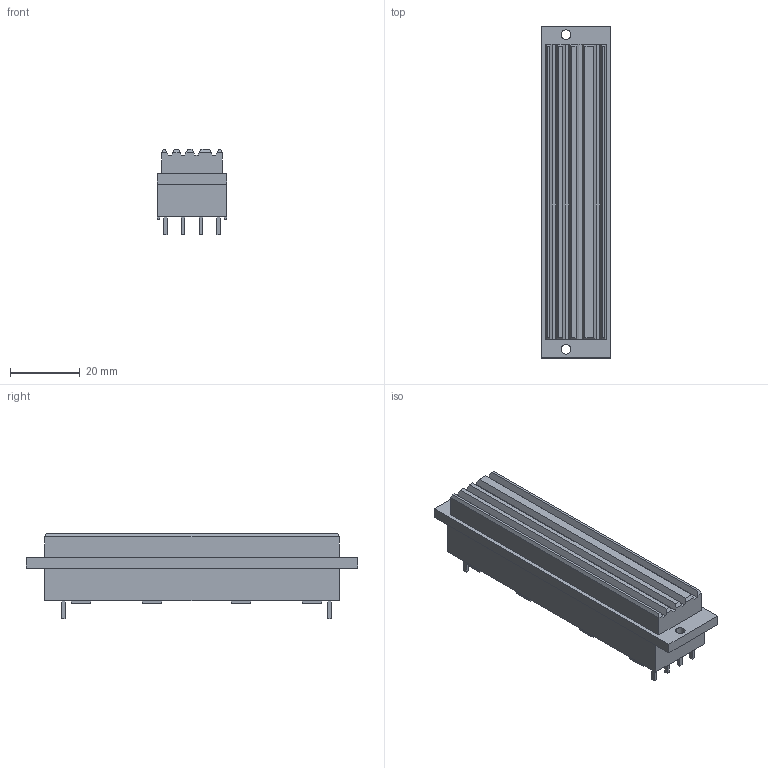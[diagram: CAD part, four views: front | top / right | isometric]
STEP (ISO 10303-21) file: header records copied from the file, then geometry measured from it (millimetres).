
FILE_DESCRIPTION((''),'2;1');
FILE_NAME('EPT_112-40064.stp','2012-03-26T17:00:19',(''),(''),'Mechanical Desktop 2011','Mechanical Desktop 2011',', , ');
FILE_SCHEMA(('AUTOMOTIVE_DESIGN { 1 2 10303 214 1 1 1 1 }'));
Length unit declared in the file: millimetre
Products named in the file (1): Product
Bounding box: 19.8 x 95 x 24.5 mm (x, y, z)
Volume: 30591.9 mm3; surface area: 15083.7 mm2
Topology: 19 solids, 19 shells, 146 faces, 322 edges, 214 vertices
Faces by surface type: plane 72, bspline 70, cylinder 4
Entity records: 3982 total; most frequent: CARTESIAN_POINT 891, ORIENTED_EDGE 640, DIRECTION 486, EDGE_CURVE 320, VECTOR 312, LINE 312, VERTEX_POINT 212, EDGE_LOOP 150
